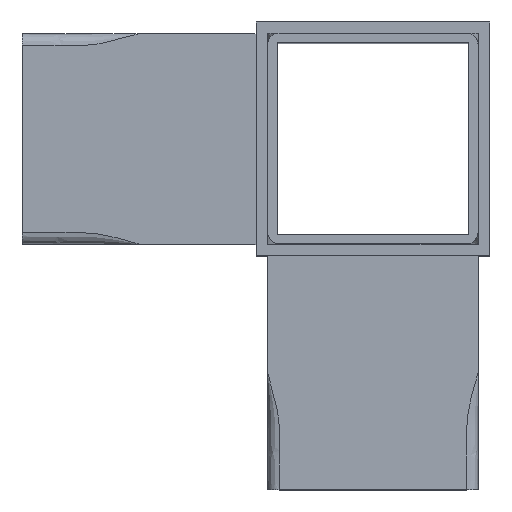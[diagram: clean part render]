
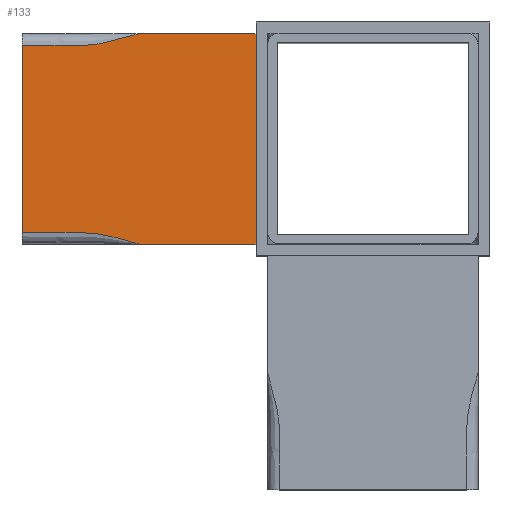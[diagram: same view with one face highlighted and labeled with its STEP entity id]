
A CAD part, top view. The second image highlights one B-rep face of the part: STEP entity #133.
In plain terms, the highlighted planar face has unit normal (0, 0, 1).
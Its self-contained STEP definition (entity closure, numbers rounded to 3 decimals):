
#64=(
BOUNDED_CURVE()
B_SPLINE_CURVE(3,(#1394,#1395,#1396,#1397,#1398,#1399,#1400),
 .UNSPECIFIED.,.F.,.F.)
B_SPLINE_CURVE_WITH_KNOTS((4,3,4),(0.,0.833,1.),
 .UNSPECIFIED.)
CURVE()
GEOMETRIC_REPRESENTATION_ITEM()
RATIONAL_B_SPLINE_CURVE((1.,1.,1.,1.,1.,1.,1.))
REPRESENTATION_ITEM('')
);
#65=(
BOUNDED_CURVE()
B_SPLINE_CURVE(3,(#1401,#1402,#1403,#1404,#1405,#1406,#1407),
 .UNSPECIFIED.,.F.,.F.)
B_SPLINE_CURVE_WITH_KNOTS((4,3,4),(0.,0.167,1.),
 .UNSPECIFIED.)
CURVE()
GEOMETRIC_REPRESENTATION_ITEM()
RATIONAL_B_SPLINE_CURVE((1.,1.,1.,1.,1.,1.,1.))
REPRESENTATION_ITEM('')
);
#133=ADVANCED_FACE('',(#221),#187,.F.);
#187=PLANE('',#1052);
#221=FACE_OUTER_BOUND('',#275,.T.);
#275=EDGE_LOOP('',(#388,#389,#390,#391,#392,#393));
#388=ORIENTED_EDGE('',*,*,#753,.F.);
#389=ORIENTED_EDGE('',*,*,#754,.T.);
#390=ORIENTED_EDGE('',*,*,#749,.T.);
#391=ORIENTED_EDGE('',*,*,#736,.T.);
#392=ORIENTED_EDGE('',*,*,#742,.F.);
#393=ORIENTED_EDGE('',*,*,#755,.T.);
#637=VERTEX_POINT('',#1318);
#639=VERTEX_POINT('',#1321);
#643=VERTEX_POINT('',#1339);
#648=VERTEX_POINT('',#1372);
#651=VERTEX_POINT('',#1392);
#652=VERTEX_POINT('',#1393);
#736=EDGE_CURVE('',#639,#637,#880,.T.);
#742=EDGE_CURVE('',#643,#637,#885,.T.);
#749=EDGE_CURVE('',#648,#639,#889,.T.);
#753=EDGE_CURVE('',#651,#652,#891,.T.);
#754=EDGE_CURVE('',#651,#648,#64,.T.);
#755=EDGE_CURVE('',#643,#652,#65,.T.);
#880=LINE('',#1320,#976);
#885=LINE('',#1340,#981);
#889=LINE('',#1371,#985);
#891=LINE('',#1391,#987);
#976=VECTOR('',#1123,1.);
#981=VECTOR('',#1134,1.);
#985=VECTOR('',#1142,1.);
#987=VECTOR('',#1146,1.);
#1052=AXIS2_PLACEMENT_3D('',#1408,#1147,#1148);
#1123=DIRECTION('',(0.,1.,0.));
#1134=DIRECTION('',(1.,0.,0.));
#1142=DIRECTION('',(1.,0.,0.));
#1146=DIRECTION('',(0.,1.,0.));
#1147=DIRECTION('',(0.,0.,-1.));
#1148=DIRECTION('',(-1.,0.,0.));
#1318=CARTESIAN_POINT('',(-10.,9.,9.));
#1320=CARTESIAN_POINT('',(-10.,-9.,9.));
#1321=CARTESIAN_POINT('',(-10.,-9.,9.));
#1339=CARTESIAN_POINT('',(-20.,9.,9.));
#1340=CARTESIAN_POINT('',(-30.,9.,9.));
#1371=CARTESIAN_POINT('',(-30.,-9.,9.));
#1372=CARTESIAN_POINT('',(-20.,-9.,9.));
#1391=CARTESIAN_POINT('',(-30.,-9.,9.));
#1392=CARTESIAN_POINT('',(-30.,-8.,9.));
#1393=CARTESIAN_POINT('',(-30.,8.,9.));
#1394=CARTESIAN_POINT('',(-50.,-8.,9.));
#1395=CARTESIAN_POINT('',(-41.667,-8.,9.));
#1396=CARTESIAN_POINT('',(-33.333,-8.,9.));
#1397=CARTESIAN_POINT('',(-25.,-8.,9.));
#1398=CARTESIAN_POINT('',(-23.333,-8.,9.));
#1399=CARTESIAN_POINT('',(-21.667,-8.5,9.));
#1400=CARTESIAN_POINT('',(-20.,-9.,9.));
#1401=CARTESIAN_POINT('',(-20.,9.,9.));
#1402=CARTESIAN_POINT('',(-21.667,8.5,9.));
#1403=CARTESIAN_POINT('',(-23.333,8.,9.));
#1404=CARTESIAN_POINT('',(-25.,8.,9.));
#1405=CARTESIAN_POINT('',(-33.333,8.,9.));
#1406=CARTESIAN_POINT('',(-41.667,8.,9.));
#1407=CARTESIAN_POINT('',(-50.,8.,9.));
#1408=CARTESIAN_POINT('',(-30.,-9.,9.));
